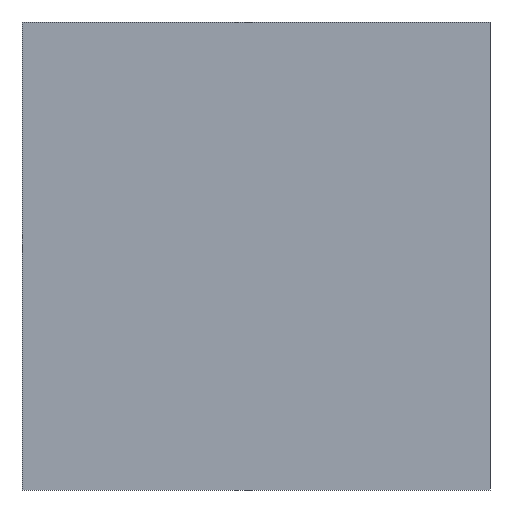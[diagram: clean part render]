
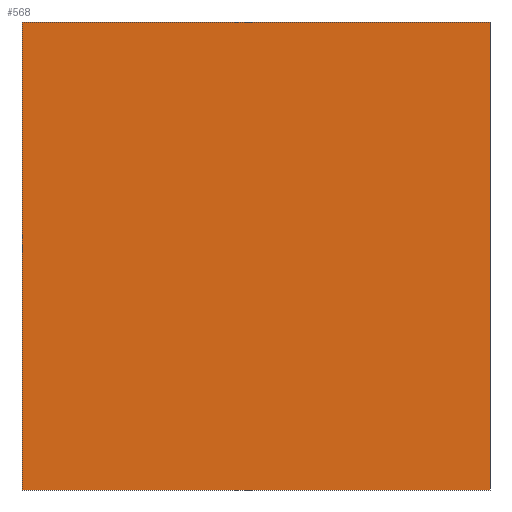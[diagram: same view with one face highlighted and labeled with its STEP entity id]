
A CAD part, front view. The second image highlights one B-rep face of the part: STEP entity #568.
In plain terms, the highlighted planar face has unit normal (0, -1, 0).
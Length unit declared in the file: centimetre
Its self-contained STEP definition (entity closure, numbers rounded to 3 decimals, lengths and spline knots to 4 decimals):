
#4 = VECTOR ( 'NONE', #143, 100. ) ;
#9 = DIRECTION ( 'NONE',  ( 1., 0., 0. ) ) ;
#15 = PLANE ( 'NONE',  #374 ) ;
#26 = VECTOR ( 'NONE', #446, 100. ) ;
#32 = EDGE_CURVE ( 'NONE', #117, #99, #42, .T. ) ;
#42 = LINE ( 'NONE', #343, #4 ) ;
#67 = DIRECTION ( 'NONE',  ( 0., 1., 0. ) ) ;
#88 = ORIENTED_EDGE ( 'NONE', *, *, #550, .T. ) ;
#99 = VERTEX_POINT ( 'NONE', #444 ) ;
#114 = CARTESIAN_POINT ( 'NONE',  ( 0., 0., -16.1 ) ) ;
#117 = VERTEX_POINT ( 'NONE', #489 ) ;
#124 = CARTESIAN_POINT ( 'NONE',  ( 16.1, 0., -16.1 ) ) ;
#127 = EDGE_LOOP ( 'NONE', ( #319, #484, #88, #180 ) ) ;
#143 = DIRECTION ( 'NONE',  ( 0., 0., 1. ) ) ;
#161 = LINE ( 'NONE', #114, #26 ) ;
#175 = CARTESIAN_POINT ( 'NONE',  ( 16.1, 0., 0. ) ) ;
#180 = ORIENTED_EDGE ( 'NONE', *, *, #465, .T. ) ;
#241 = EDGE_CURVE ( 'NONE', #99, #325, #340, .T. ) ;
#301 = CARTESIAN_POINT ( 'NONE',  ( 16.1, 0., 16.1 ) ) ;
#319 = ORIENTED_EDGE ( 'NONE', *, *, #241, .F. ) ;
#324 = VECTOR ( 'NONE', #327, 100. ) ;
#325 = VERTEX_POINT ( 'NONE', #301 ) ;
#327 = DIRECTION ( 'NONE',  ( 0., 0., 1. ) ) ;
#330 = VECTOR ( 'NONE', #9, 100. ) ;
#340 = LINE ( 'NONE', #522, #330 ) ;
#343 = CARTESIAN_POINT ( 'NONE',  ( -16.1, 0., 0. ) ) ;
#353 = DIRECTION ( 'NONE',  ( 0., 0., 1. ) ) ;
#373 = LINE ( 'NONE', #175, #324 ) ;
#374 = AXIS2_PLACEMENT_3D ( 'NONE', #493, #67, #353 ) ;
#440 = FACE_OUTER_BOUND ( 'NONE', #127, .T. ) ;
#444 = CARTESIAN_POINT ( 'NONE',  ( -16.1, 0., 16.1 ) ) ;
#446 = DIRECTION ( 'NONE',  ( 1., 0., 0. ) ) ;
#465 = EDGE_CURVE ( 'NONE', #523, #325, #373, .T. ) ;
#484 = ORIENTED_EDGE ( 'NONE', *, *, #32, .F. ) ;
#489 = CARTESIAN_POINT ( 'NONE',  ( -16.1, 0., -16.1 ) ) ;
#493 = CARTESIAN_POINT ( 'NONE',  ( 0., 0., 0. ) ) ;
#522 = CARTESIAN_POINT ( 'NONE',  ( 0., 0., 16.1 ) ) ;
#523 = VERTEX_POINT ( 'NONE', #124 ) ;
#550 = EDGE_CURVE ( 'NONE', #117, #523, #161, .T. ) ;
#568 = ADVANCED_FACE ( 'NONE', ( #440 ), #15, .F. ) ;
